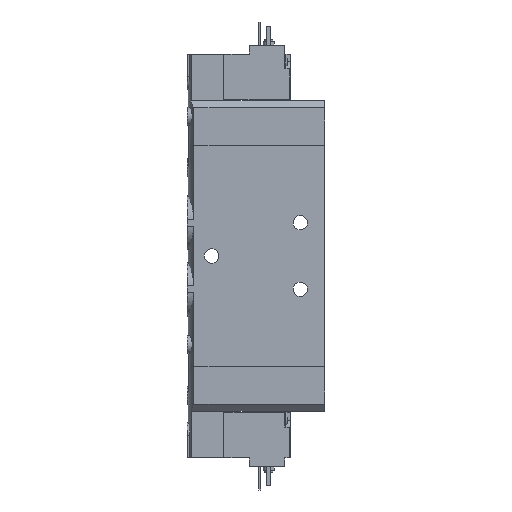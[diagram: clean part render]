
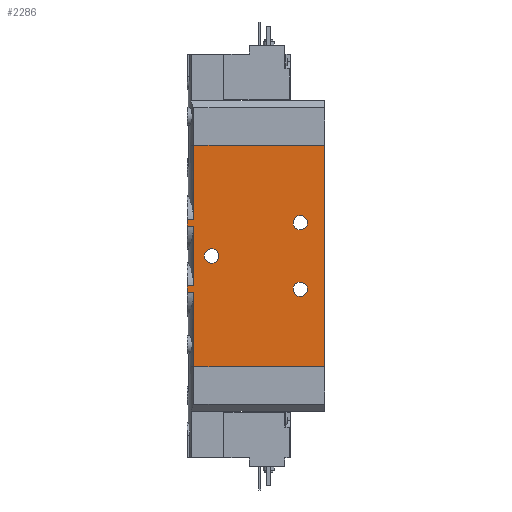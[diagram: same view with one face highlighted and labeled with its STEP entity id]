
A CAD part, left-side view. The second image highlights one B-rep face of the part: STEP entity #2286.
In plain terms, the highlighted face is planar.
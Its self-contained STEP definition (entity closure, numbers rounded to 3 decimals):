
#64=PLANE('',#2481);
#184=CIRCLE('',#2469,3.25);
#186=CIRCLE('',#2472,3.25);
#191=CIRCLE('',#2482,3.25);
#343=ORIENTED_EDGE('',*,*,#934,.T.);
#344=ORIENTED_EDGE('',*,*,#959,.T.);
#345=ORIENTED_EDGE('',*,*,#950,.F.);
#346=ORIENTED_EDGE('',*,*,#923,.T.);
#347=ORIENTED_EDGE('',*,*,#936,.T.);
#348=ORIENTED_EDGE('',*,*,#925,.T.);
#349=ORIENTED_EDGE('',*,*,#954,.F.);
#350=ORIENTED_EDGE('',*,*,#915,.T.);
#351=ORIENTED_EDGE('',*,*,#939,.T.);
#352=ORIENTED_EDGE('',*,*,#917,.T.);
#353=ORIENTED_EDGE('',*,*,#946,.F.);
#354=ORIENTED_EDGE('',*,*,#960,.F.);
#355=ORIENTED_EDGE('',*,*,#944,.F.);
#356=ORIENTED_EDGE('',*,*,#942,.F.);
#357=ORIENTED_EDGE('',*,*,#961,.F.);
#915=EDGE_CURVE('',#1234,#1233,#1455,.F.);
#917=EDGE_CURVE('',#1235,#1236,#1456,.T.);
#923=EDGE_CURVE('',#1242,#1241,#1459,.F.);
#925=EDGE_CURVE('',#1243,#1244,#1460,.T.);
#934=EDGE_CURVE('',#1253,#1252,#1464,.T.);
#936=EDGE_CURVE('',#1241,#1243,#1466,.T.);
#939=EDGE_CURVE('',#1233,#1235,#1468,.T.);
#942=EDGE_CURVE('',#1256,#1256,#184,.F.);
#944=EDGE_CURVE('',#1258,#1258,#186,.F.);
#946=EDGE_CURVE('',#1260,#1236,#1470,.T.);
#950=EDGE_CURVE('',#1242,#1263,#1472,.T.);
#954=EDGE_CURVE('',#1234,#1244,#1474,.T.);
#959=EDGE_CURVE('',#1252,#1263,#1478,.T.);
#960=EDGE_CURVE('',#1253,#1260,#1479,.T.);
#961=EDGE_CURVE('',#1267,#1267,#191,.F.);
#1233=VERTEX_POINT('',#3407);
#1234=VERTEX_POINT('',#3409);
#1235=VERTEX_POINT('',#3423);
#1236=VERTEX_POINT('',#3424);
#1241=VERTEX_POINT('',#3445);
#1242=VERTEX_POINT('',#3447);
#1243=VERTEX_POINT('',#3461);
#1244=VERTEX_POINT('',#3462);
#1252=VERTEX_POINT('',#3489);
#1253=VERTEX_POINT('',#3491);
#1256=VERTEX_POINT('',#3505);
#1258=VERTEX_POINT('',#3510);
#1260=VERTEX_POINT('',#3515);
#1263=VERTEX_POINT('',#3535);
#1267=VERTEX_POINT('',#3565);
#1455=LINE('',#3408,#1625);
#1456=LINE('',#3422,#1626);
#1459=LINE('',#3446,#1629);
#1460=LINE('',#3460,#1630);
#1464=LINE('',#3490,#1634);
#1466=LINE('',#3494,#1636);
#1468=LINE('',#3499,#1638);
#1470=LINE('',#3514,#1640);
#1472=LINE('',#3534,#1642);
#1474=LINE('',#3554,#1644);
#1478=LINE('',#3562,#1648);
#1479=LINE('',#3563,#1649);
#1625=VECTOR('',#2718,1000.);
#1626=VECTOR('',#2721,1000.);
#1629=VECTOR('',#2730,1000.);
#1630=VECTOR('',#2733,1000.);
#1634=VECTOR('',#2747,1000.);
#1636=VECTOR('',#2751,1000.);
#1638=VECTOR('',#2757,1000.);
#1640=VECTOR('',#2775,1000.);
#1642=VECTOR('',#2781,1000.);
#1644=VECTOR('',#2787,1000.);
#1648=VECTOR('',#2797,1000.);
#1649=VECTOR('',#2798,1000.);
#1819=EDGE_LOOP('',(#343,#344,#345,#346,#347,#348,#349,#350,#351,#352,#353,
#354));
#1820=EDGE_LOOP('',(#355));
#1821=EDGE_LOOP('',(#356));
#1822=EDGE_LOOP('',(#357));
#2030=FACE_BOUND('',#1819,.T.);
#2031=FACE_BOUND('',#1820,.T.);
#2032=FACE_BOUND('',#1821,.T.);
#2033=FACE_BOUND('',#1822,.T.);
#2286=ADVANCED_FACE('',(#2030,#2031,#2032,#2033),#64,.F.);
#2469=AXIS2_PLACEMENT_3D('',#3504,#2763,#2764);
#2472=AXIS2_PLACEMENT_3D('',#3509,#2769,#2770);
#2481=AXIS2_PLACEMENT_3D('',#3561,#2795,#2796);
#2482=AXIS2_PLACEMENT_3D('',#3564,#2799,#2800);
#2718=DIRECTION('',(0.,-1.,0.));
#2721=DIRECTION('',(0.,-1.,0.));
#2730=DIRECTION('',(0.,-1.,0.));
#2733=DIRECTION('',(0.,-1.,0.));
#2747=DIRECTION('',(-1.,0.,0.));
#2751=DIRECTION('',(1.,0.,0.));
#2757=DIRECTION('',(1.,0.,0.));
#2763=DIRECTION('',(0.,0.,1.));
#2764=DIRECTION('',(1.,0.,0.));
#2769=DIRECTION('',(0.,0.,1.));
#2770=DIRECTION('',(1.,0.,0.));
#2775=DIRECTION('',(-1.,0.,0.));
#2781=DIRECTION('',(-1.,0.,0.));
#2787=DIRECTION('',(-1.,0.,0.));
#2795=DIRECTION('',(0.,0.,1.));
#2796=DIRECTION('',(1.,0.,0.));
#2797=DIRECTION('',(0.,1.,0.));
#2798=DIRECTION('',(0.,1.,0.));
#2799=DIRECTION('',(0.,0.,1.));
#2800=DIRECTION('',(1.,0.,0.));
#3407=CARTESIAN_POINT('',(63.448,62.,-12.));
#3408=CARTESIAN_POINT('',(63.448,0.,-12.));
#3409=CARTESIAN_POINT('',(63.448,58.995,-12.));
#3422=CARTESIAN_POINT('',(66.552,0.,-12.));
#3423=CARTESIAN_POINT('',(66.552,62.,-12.));
#3424=CARTESIAN_POINT('',(66.552,58.995,-12.));
#3445=CARTESIAN_POINT('',(33.448,62.,-12.));
#3446=CARTESIAN_POINT('',(33.448,0.,-12.));
#3447=CARTESIAN_POINT('',(33.448,58.995,-12.));
#3460=CARTESIAN_POINT('',(36.552,0.,-12.));
#3461=CARTESIAN_POINT('',(36.552,62.,-12.));
#3462=CARTESIAN_POINT('',(36.552,58.995,-12.));
#3489=CARTESIAN_POINT('',(0.,0.,-12.));
#3490=CARTESIAN_POINT('',(100.,0.,-12.));
#3491=CARTESIAN_POINT('',(100.,0.,-12.));
#3494=CARTESIAN_POINT('',(35.,62.,-12.));
#3499=CARTESIAN_POINT('',(65.,62.,-12.));
#3504=CARTESIAN_POINT('',(35.,11.,-12.));
#3505=CARTESIAN_POINT('',(38.25,11.,-12.));
#3509=CARTESIAN_POINT('',(65.,11.,-12.));
#3510=CARTESIAN_POINT('',(68.25,11.,-12.));
#3514=CARTESIAN_POINT('',(100.,58.995,-12.));
#3515=CARTESIAN_POINT('',(100.,58.995,-12.));
#3534=CARTESIAN_POINT('',(100.,58.995,-12.));
#3535=CARTESIAN_POINT('',(0.,58.995,-12.));
#3554=CARTESIAN_POINT('',(100.,58.995,-12.));
#3561=CARTESIAN_POINT('',(100.,0.,-12.));
#3562=CARTESIAN_POINT('',(0.,0.,-12.));
#3563=CARTESIAN_POINT('',(100.,0.,-12.));
#3564=CARTESIAN_POINT('',(50.,51.,-12.));
#3565=CARTESIAN_POINT('',(53.25,51.,-12.));
